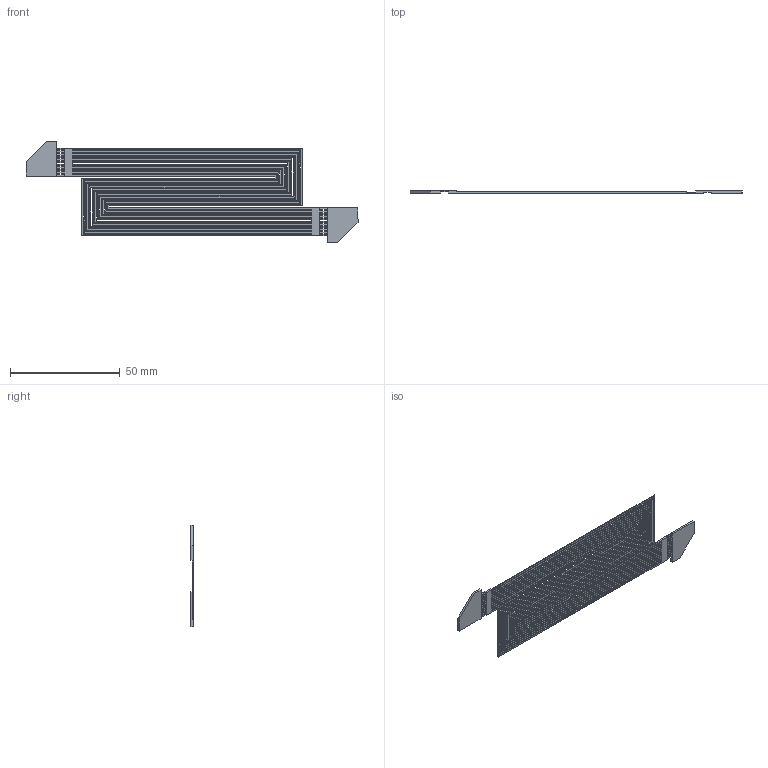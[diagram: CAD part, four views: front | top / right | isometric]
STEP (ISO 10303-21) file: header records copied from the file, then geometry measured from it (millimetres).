
FILE_DESCRIPTION (( 'STEP AP214' ), '1' );
FILE_NAME ('流道_阳极_忽略退刀槽_圆角.STEP', '2023-12-10T02:22:12', ( '' ), ( '' ), 'SwSTEP 2.0', 'SolidWorks 2022', '' );
FILE_SCHEMA (( 'AUTOMOTIVE_DESIGN' ));
Length unit declared in the file: millimetre
Products named in the file (1): 流道_阳极_忽略退刀槽_圆角
Bounding box: 151.5 x 1 x 46.5 mm (x, y, z)
Volume: 1682.4 mm3; surface area: 9497.8 mm2
Topology: 1 solids, 1 shells, 200 faces, 684 edges, 456 vertices
Faces by surface type: plane 200
Entity records: 7402 total; most frequent: ORIENTED_EDGE 1368, CARTESIAN_POINT 1341, DIRECTION 1086, EDGE_CURVE 684, LINE 684, VECTOR 684, VERTEX_POINT 456, EDGE_LOOP 230
